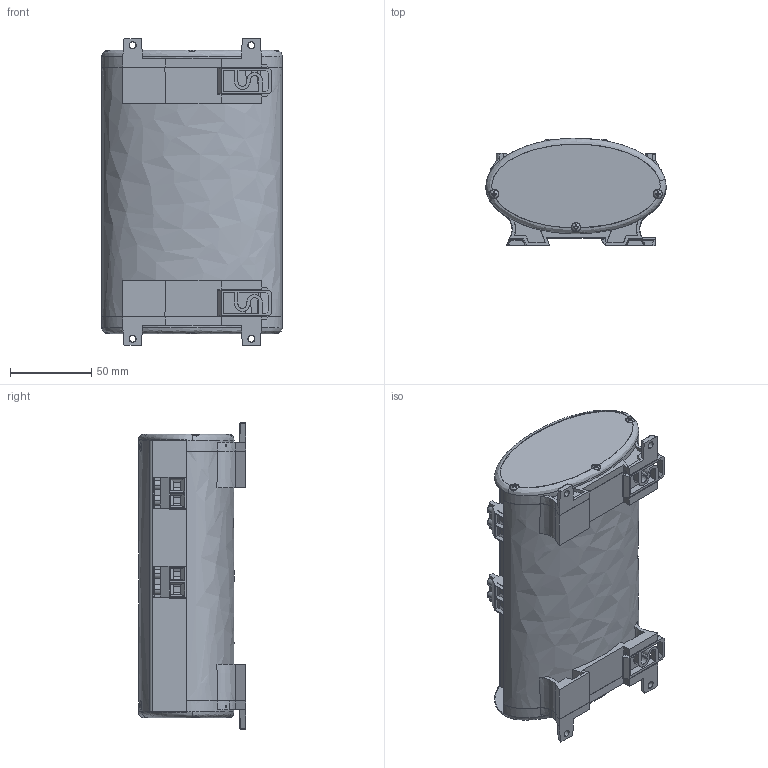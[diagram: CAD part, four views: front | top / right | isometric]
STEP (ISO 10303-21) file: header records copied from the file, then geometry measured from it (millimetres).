
FILE_DESCRIPTION (( 'STEP AP214' ), '1' );
FILE_NAME ('3VACT300-LL-42-120A.STEP', '2025-04-24T12:26:08', ( '' ), ( '' ), 'SwSTEP 2.0', 'SolidWorks 2024', '' );
FILE_SCHEMA (( 'AUTOMOTIVE_DESIGN' ));
Length unit declared in the file: inch
Products named in the file (1): 3VACT300-LL-42-120A
Bounding box: 111.11 x 65.96 x 188.69 mm (x, y, z)
Volume: 192666.8 mm3; surface area: 183675.5 mm2
Topology: 26 solids, 26 shells, 2967 faces, 8264 edges, 5475 vertices
Faces by surface type: plane 1482, cylinder 844, bspline 292, cone 275, torus 44, sphere 30
Entity records: 125438 total; most frequent: CARTESIAN_POINT 54554, ORIENTED_EDGE 16490, DIRECTION 12584, EDGE_CURVE 8245, VERTEX_POINT 5470, AXIS2_PLACEMENT_3D 4214, LINE 4156, VECTOR 4156
